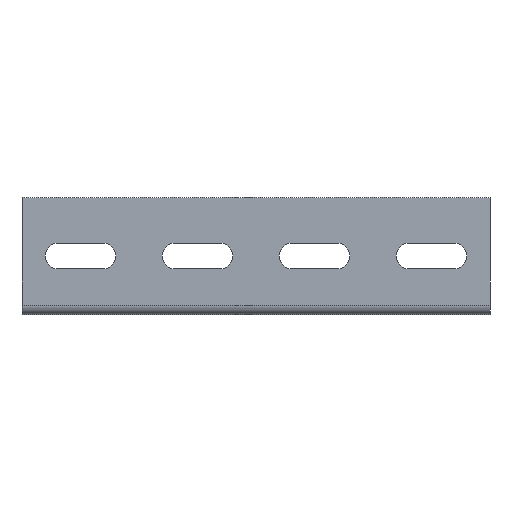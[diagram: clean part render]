
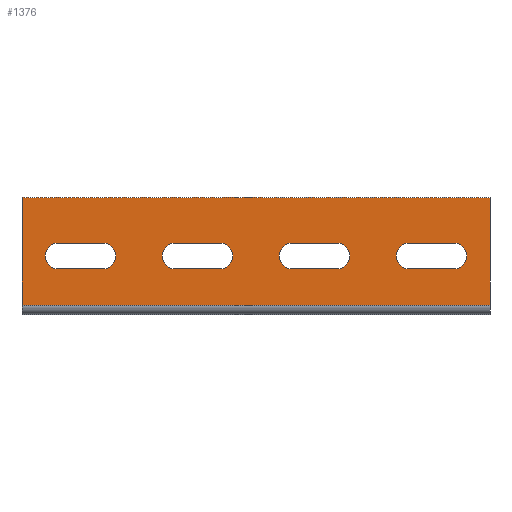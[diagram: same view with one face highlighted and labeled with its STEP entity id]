
A CAD part, left-side view. The second image highlights one B-rep face of the part: STEP entity #1376.
In plain terms, the highlighted planar face has unit normal (-1, 0, 0).
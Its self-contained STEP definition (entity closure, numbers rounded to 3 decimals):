
#20=DIRECTION('',(0.,0.,1.));
#21=VECTOR('',#20,46.);
#22=CARTESIAN_POINT('',(-25.,0.,-21.));
#23=LINE('',#22,#21);
#370=DIRECTION('',(0.,1.,0.));
#371=VECTOR('',#370,200.);
#372=CARTESIAN_POINT('',(-25.,0.,25.));
#373=LINE('',#372,#371);
#374=DIRECTION('',(0.,1.,0.));
#375=VECTOR('',#374,200.);
#376=CARTESIAN_POINT('',(-25.,0.,-21.));
#377=LINE('',#376,#375);
#378=CARTESIAN_POINT('',(-25.,34.5,0.));
#379=DIRECTION('',(1.,0.,0.));
#380=DIRECTION('',(0.,0.,-1.));
#381=AXIS2_PLACEMENT_3D('',#378,#379,#380);
#383=DIRECTION('',(0.,1.,0.));
#384=VECTOR('',#383,19.);
#385=CARTESIAN_POINT('',(-25.,15.5,-5.5));
#386=LINE('',#385,#384);
#387=CARTESIAN_POINT('',(-25.,15.5,0.));
#388=DIRECTION('',(1.,0.,0.));
#389=DIRECTION('',(0.,0.,1.));
#390=AXIS2_PLACEMENT_3D('',#387,#388,#389);
#392=DIRECTION('',(0.,-1.,0.));
#393=VECTOR('',#392,19.);
#394=CARTESIAN_POINT('',(-25.,34.5,5.5));
#395=LINE('',#394,#393);
#396=CARTESIAN_POINT('',(-25.,84.5,0.));
#397=DIRECTION('',(1.,0.,0.));
#398=DIRECTION('',(0.,0.,-1.));
#399=AXIS2_PLACEMENT_3D('',#396,#397,#398);
#401=DIRECTION('',(0.,1.,0.));
#402=VECTOR('',#401,19.);
#403=CARTESIAN_POINT('',(-25.,65.5,-5.5));
#404=LINE('',#403,#402);
#405=CARTESIAN_POINT('',(-25.,65.5,0.));
#406=DIRECTION('',(1.,0.,0.));
#407=DIRECTION('',(0.,0.,1.));
#408=AXIS2_PLACEMENT_3D('',#405,#406,#407);
#410=DIRECTION('',(0.,-1.,0.));
#411=VECTOR('',#410,19.);
#412=CARTESIAN_POINT('',(-25.,84.5,5.5));
#413=LINE('',#412,#411);
#414=CARTESIAN_POINT('',(-25.,134.5,0.));
#415=DIRECTION('',(1.,0.,0.));
#416=DIRECTION('',(0.,0.,-1.));
#417=AXIS2_PLACEMENT_3D('',#414,#415,#416);
#419=DIRECTION('',(0.,1.,0.));
#420=VECTOR('',#419,19.);
#421=CARTESIAN_POINT('',(-25.,115.5,-5.5));
#422=LINE('',#421,#420);
#423=CARTESIAN_POINT('',(-25.,115.5,0.));
#424=DIRECTION('',(1.,0.,0.));
#425=DIRECTION('',(0.,0.,1.));
#426=AXIS2_PLACEMENT_3D('',#423,#424,#425);
#428=DIRECTION('',(0.,-1.,0.));
#429=VECTOR('',#428,19.);
#430=CARTESIAN_POINT('',(-25.,134.5,5.5));
#431=LINE('',#430,#429);
#432=CARTESIAN_POINT('',(-25.,184.5,0.));
#433=DIRECTION('',(1.,0.,0.));
#434=DIRECTION('',(0.,0.,-1.));
#435=AXIS2_PLACEMENT_3D('',#432,#433,#434);
#437=DIRECTION('',(0.,1.,0.));
#438=VECTOR('',#437,19.);
#439=CARTESIAN_POINT('',(-25.,165.5,-5.5));
#440=LINE('',#439,#438);
#441=CARTESIAN_POINT('',(-25.,165.5,0.));
#442=DIRECTION('',(1.,0.,0.));
#443=DIRECTION('',(0.,0.,1.));
#444=AXIS2_PLACEMENT_3D('',#441,#442,#443);
#446=DIRECTION('',(0.,-1.,0.));
#447=VECTOR('',#446,19.);
#448=CARTESIAN_POINT('',(-25.,184.5,5.5));
#449=LINE('',#448,#447);
#568=DIRECTION('',(0.,0.,1.));
#569=VECTOR('',#568,46.);
#570=CARTESIAN_POINT('',(-25.,200.,-21.));
#571=LINE('',#570,#569);
#786=CARTESIAN_POINT('',(-25.,0.,-21.));
#787=VERTEX_POINT('',#786);
#788=CARTESIAN_POINT('',(-25.,0.,25.));
#789=VERTEX_POINT('',#788);
#810=CARTESIAN_POINT('',(-25.,200.,-21.));
#811=VERTEX_POINT('',#810);
#812=CARTESIAN_POINT('',(-25.,200.,25.));
#813=VERTEX_POINT('',#812);
#850=CARTESIAN_POINT('',(-25.,34.5,-5.5));
#851=CARTESIAN_POINT('',(-25.,34.5,5.5));
#852=VERTEX_POINT('',#850);
#853=VERTEX_POINT('',#851);
#854=CARTESIAN_POINT('',(-25.,15.5,5.5));
#855=VERTEX_POINT('',#854);
#856=CARTESIAN_POINT('',(-25.,15.5,-5.5));
#857=VERTEX_POINT('',#856);
#930=CARTESIAN_POINT('',(-25.,84.5,-5.5));
#931=CARTESIAN_POINT('',(-25.,84.5,5.5));
#932=VERTEX_POINT('',#930);
#933=VERTEX_POINT('',#931);
#934=CARTESIAN_POINT('',(-25.,65.5,5.5));
#935=VERTEX_POINT('',#934);
#936=CARTESIAN_POINT('',(-25.,65.5,-5.5));
#937=VERTEX_POINT('',#936);
#962=CARTESIAN_POINT('',(-25.,134.5,-5.5));
#963=CARTESIAN_POINT('',(-25.,134.5,5.5));
#964=VERTEX_POINT('',#962);
#965=VERTEX_POINT('',#963);
#966=CARTESIAN_POINT('',(-25.,115.5,5.5));
#967=VERTEX_POINT('',#966);
#968=CARTESIAN_POINT('',(-25.,115.5,-5.5));
#969=VERTEX_POINT('',#968);
#994=CARTESIAN_POINT('',(-25.,184.5,-5.5));
#995=CARTESIAN_POINT('',(-25.,184.5,5.5));
#996=VERTEX_POINT('',#994);
#997=VERTEX_POINT('',#995);
#998=CARTESIAN_POINT('',(-25.,165.5,5.5));
#999=VERTEX_POINT('',#998);
#1000=CARTESIAN_POINT('',(-25.,165.5,-5.5));
#1001=VERTEX_POINT('',#1000);
#1323=CARTESIAN_POINT('',(-25.,0.,-21.));
#1324=DIRECTION('',(-1.,0.,0.));
#1325=DIRECTION('',(0.,0.,1.));
#1326=AXIS2_PLACEMENT_3D('',#1323,#1324,#1325);
#1327=PLANE('',#1326);
#1328=ORIENTED_EDGE('',*,*,#1031,.F.);
#1330=ORIENTED_EDGE('',*,*,#1329,.T.);
#1332=ORIENTED_EDGE('',*,*,#1331,.T.);
#1333=ORIENTED_EDGE('',*,*,#1315,.F.);
#1334=EDGE_LOOP('',(#1328,#1330,#1332,#1333));
#1335=FACE_OUTER_BOUND('',#1334,.F.);
#1337=ORIENTED_EDGE('',*,*,#1336,.F.);
#1339=ORIENTED_EDGE('',*,*,#1338,.F.);
#1341=ORIENTED_EDGE('',*,*,#1340,.F.);
#1343=ORIENTED_EDGE('',*,*,#1342,.F.);
#1344=EDGE_LOOP('',(#1337,#1339,#1341,#1343));
#1345=FACE_BOUND('',#1344,.F.);
#1347=ORIENTED_EDGE('',*,*,#1346,.F.);
#1349=ORIENTED_EDGE('',*,*,#1348,.F.);
#1351=ORIENTED_EDGE('',*,*,#1350,.F.);
#1353=ORIENTED_EDGE('',*,*,#1352,.F.);
#1354=EDGE_LOOP('',(#1347,#1349,#1351,#1353));
#1355=FACE_BOUND('',#1354,.F.);
#1357=ORIENTED_EDGE('',*,*,#1356,.F.);
#1359=ORIENTED_EDGE('',*,*,#1358,.F.);
#1361=ORIENTED_EDGE('',*,*,#1360,.F.);
#1363=ORIENTED_EDGE('',*,*,#1362,.F.);
#1364=EDGE_LOOP('',(#1357,#1359,#1361,#1363));
#1365=FACE_BOUND('',#1364,.F.);
#1367=ORIENTED_EDGE('',*,*,#1366,.F.);
#1369=ORIENTED_EDGE('',*,*,#1368,.F.);
#1371=ORIENTED_EDGE('',*,*,#1370,.F.);
#1373=ORIENTED_EDGE('',*,*,#1372,.F.);
#1374=EDGE_LOOP('',(#1367,#1369,#1371,#1373));
#1375=FACE_BOUND('',#1374,.F.);
#1376=ADVANCED_FACE('',(#1335,#1345,#1355,#1365,#1375),#1327,.T.);
#382=CIRCLE('',#381,5.5);
#391=CIRCLE('',#390,5.5);
#400=CIRCLE('',#399,5.5);
#409=CIRCLE('',#408,5.5);
#418=CIRCLE('',#417,5.5);
#427=CIRCLE('',#426,5.5);
#436=CIRCLE('',#435,5.5);
#445=CIRCLE('',#444,5.5);
#1031=EDGE_CURVE('',#787,#789,#23,.T.);
#1315=EDGE_CURVE('',#789,#813,#373,.T.);
#1329=EDGE_CURVE('',#787,#811,#377,.T.);
#1331=EDGE_CURVE('',#811,#813,#571,.T.);
#1336=EDGE_CURVE('',#852,#853,#382,.T.);
#1338=EDGE_CURVE('',#857,#852,#386,.T.);
#1340=EDGE_CURVE('',#855,#857,#391,.T.);
#1342=EDGE_CURVE('',#853,#855,#395,.T.);
#1346=EDGE_CURVE('',#932,#933,#400,.T.);
#1348=EDGE_CURVE('',#937,#932,#404,.T.);
#1350=EDGE_CURVE('',#935,#937,#409,.T.);
#1352=EDGE_CURVE('',#933,#935,#413,.T.);
#1356=EDGE_CURVE('',#964,#965,#418,.T.);
#1358=EDGE_CURVE('',#969,#964,#422,.T.);
#1360=EDGE_CURVE('',#967,#969,#427,.T.);
#1362=EDGE_CURVE('',#965,#967,#431,.T.);
#1366=EDGE_CURVE('',#996,#997,#436,.T.);
#1368=EDGE_CURVE('',#1001,#996,#440,.T.);
#1370=EDGE_CURVE('',#999,#1001,#445,.T.);
#1372=EDGE_CURVE('',#997,#999,#449,.T.);
